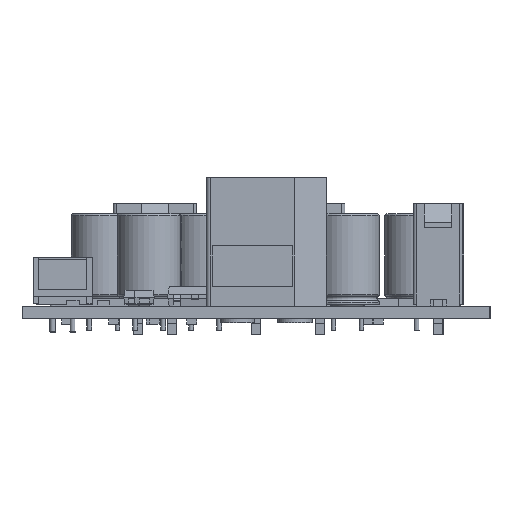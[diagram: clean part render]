
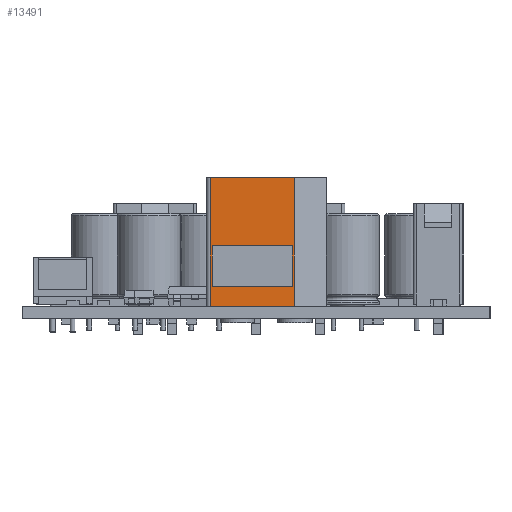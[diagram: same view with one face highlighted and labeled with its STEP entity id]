
A CAD part, left-side view. The second image highlights one B-rep face of the part: STEP entity #13491.
In plain terms, the highlighted face is planar.
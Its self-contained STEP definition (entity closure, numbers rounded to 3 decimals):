
#398=FACE_BOUND('',#2223,.T.);
#694=PLANE('',#14690);
#1377=FACE_OUTER_BOUND('',#2222,.T.);
#2222=EDGE_LOOP('',(#10981,#10982,#10983,#10984));
#2223=EDGE_LOOP('',(#10985,#10986,#10987,#10988));
#3253=LINE('',#20802,#4751);
#3256=LINE('',#20807,#4754);
#3258=LINE('',#20811,#4756);
#3260=LINE('',#20814,#4758);
#3309=LINE('',#20930,#4807);
#3319=LINE('',#20955,#4817);
#3320=LINE('',#20958,#4818);
#3321=LINE('',#20959,#4819);
#4751=VECTOR('',#17101,10.);
#4754=VECTOR('',#17106,5.);
#4756=VECTOR('',#17110,10.);
#4758=VECTOR('',#17114,5.);
#4807=VECTOR('',#17215,10.5);
#4817=VECTOR('',#17239,16.);
#4818=VECTOR('',#17242,10.5);
#4819=VECTOR('',#17243,16.);
#6504=VERTEX_POINT('',#20800);
#6505=VERTEX_POINT('',#20801);
#6506=VERTEX_POINT('',#20806);
#6507=VERTEX_POINT('',#20810);
#6547=VERTEX_POINT('',#20927);
#6548=VERTEX_POINT('',#20929);
#6556=VERTEX_POINT('',#20953);
#6557=VERTEX_POINT('',#20957);
#8046=EDGE_CURVE('',#6504,#6505,#3253,.T.);
#8049=EDGE_CURVE('',#6505,#6506,#3256,.T.);
#8051=EDGE_CURVE('',#6506,#6507,#3258,.T.);
#8053=EDGE_CURVE('',#6507,#6504,#3260,.T.);
#8109=EDGE_CURVE('',#6548,#6547,#3309,.T.);
#8122=EDGE_CURVE('',#6556,#6547,#3319,.T.);
#8123=EDGE_CURVE('',#6557,#6556,#3320,.T.);
#8124=EDGE_CURVE('',#6557,#6548,#3321,.T.);
#10981=ORIENTED_EDGE('',*,*,#8109,.T.);
#10982=ORIENTED_EDGE('',*,*,#8122,.F.);
#10983=ORIENTED_EDGE('',*,*,#8123,.F.);
#10984=ORIENTED_EDGE('',*,*,#8124,.T.);
#10985=ORIENTED_EDGE('',*,*,#8046,.F.);
#10986=ORIENTED_EDGE('',*,*,#8053,.F.);
#10987=ORIENTED_EDGE('',*,*,#8051,.F.);
#10988=ORIENTED_EDGE('',*,*,#8049,.F.);
#13491=ADVANCED_FACE('',(#1377,#398),#694,.F.);
#14690=AXIS2_PLACEMENT_3D('',#20956,#17240,#17241);
#17101=DIRECTION('',(1.,0.,0.));
#17106=DIRECTION('',(0.,0.,-1.));
#17110=DIRECTION('',(-1.,0.,0.));
#17114=DIRECTION('',(0.,0.,1.));
#17215=DIRECTION('',(-1.,0.,0.));
#17239=DIRECTION('',(0.,0.,-1.));
#17240=DIRECTION('center_axis',(0.,-1.,0.));
#17241=DIRECTION('ref_axis',(1.,0.,0.));
#17242=DIRECTION('',(-1.,0.,0.));
#17243=DIRECTION('',(0.,0.,-1.));
#20800=CARTESIAN_POINT('',(-3.25,4.,7.5));
#20801=CARTESIAN_POINT('',(6.75,4.,7.5));
#20802=CARTESIAN_POINT('',(-3.25,4.,7.5));
#20806=CARTESIAN_POINT('',(6.75,4.,2.5));
#20807=CARTESIAN_POINT('',(6.75,4.,7.5));
#20810=CARTESIAN_POINT('',(-3.25,4.,2.5));
#20811=CARTESIAN_POINT('',(6.75,4.,2.5));
#20814=CARTESIAN_POINT('',(-3.25,4.,2.5));
#20927=CARTESIAN_POINT('',(-3.5,4.,0.));
#20929=CARTESIAN_POINT('',(7.,4.,0.));
#20930=CARTESIAN_POINT('',(7.,4.,0.));
#20953=CARTESIAN_POINT('',(-3.5,4.,16.));
#20955=CARTESIAN_POINT('',(-3.5,4.,16.));
#20956=CARTESIAN_POINT('Origin',(0.,4.,
16.));
#20957=CARTESIAN_POINT('',(7.,4.,16.));
#20958=CARTESIAN_POINT('',(7.,4.,16.));
#20959=CARTESIAN_POINT('',(7.,4.,16.));
